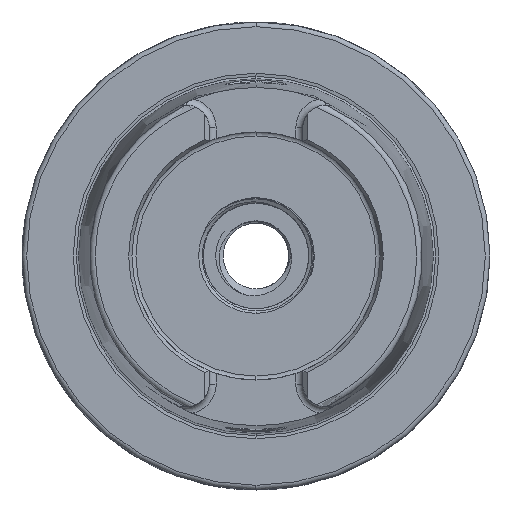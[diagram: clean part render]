
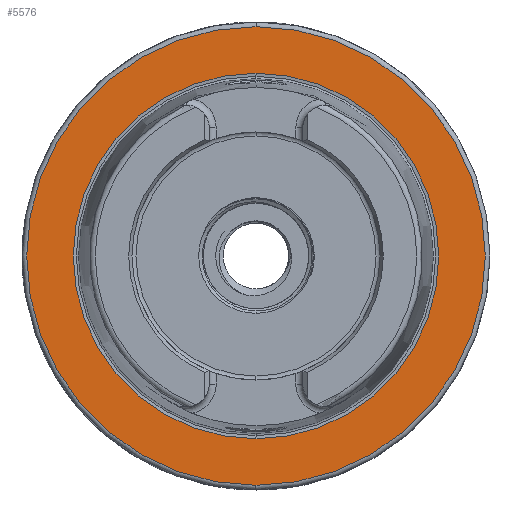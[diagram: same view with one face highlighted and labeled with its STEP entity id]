
A CAD part, left-side view. The second image highlights one B-rep face of the part: STEP entity #5576.
In plain terms, the highlighted planar face has unit normal (-1, 0, 0).
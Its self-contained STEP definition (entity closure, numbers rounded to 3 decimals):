
#40 = EDGE_CURVE ( 'NONE', #21441, #21446, #28054, .T. ) ;
#122 = EDGE_CURVE ( 'NONE', #21448, #21429, #28088, .T. ) ;
#1509 = PLANE ( 'NONE',  #22819 ) ;
#1510 = CARTESIAN_POINT ( 'NONE',  ( 0., 39.054, 0. ) ) ;
#1511 = DIRECTION ( 'NONE',  ( -1., 0., 0. ) ) ;
#1512 = DIRECTION ( 'NONE',  ( 0., 0., 1. ) ) ;
#2852 = FACE_BOUND ( 'NONE', #21337, .T. ) ;
#5576 = ADVANCED_FACE ( 'NONE', ( #22812, #2852 ), #1509, .T. ) ;
#5788 = AXIS2_PLACEMENT_3D ( 'NONE', #19119, #19120, #19121 ) ;
#5790 = AXIS2_PLACEMENT_3D ( 'NONE', #19122, #19129, #19130 ) ;
#6224 = CARTESIAN_POINT ( 'NONE',  ( 0., 0., 0. ) ) ;
#6228 = DIRECTION ( 'NONE',  ( -1., 0., 0. ) ) ;
#6229 = DIRECTION ( 'NONE',  ( 0., 0., 1. ) ) ;
#6879 = CARTESIAN_POINT ( 'NONE',  ( 0., 0., -49. ) ) ;
#6891 = CARTESIAN_POINT ( 'NONE',  ( 0., 0., 39.054 ) ) ;
#6896 = CARTESIAN_POINT ( 'NONE',  ( 0., 0., -39.054 ) ) ;
#6898 = CARTESIAN_POINT ( 'NONE',  ( 0., 0., 49. ) ) ;
#9224 = EDGE_CURVE ( 'NONE', #21429, #21448, #28227, .T. ) ;
#9227 = EDGE_CURVE ( 'NONE', #21446, #21441, #28228, .T. ) ;
#19119 = CARTESIAN_POINT ( 'NONE',  ( 0., 0., 0. ) ) ;
#19120 = DIRECTION ( 'NONE',  ( -1., 0., 0. ) ) ;
#19121 = DIRECTION ( 'NONE',  ( 0., 0., 1. ) ) ;
#19122 = CARTESIAN_POINT ( 'NONE',  ( 0., 0., 0. ) ) ;
#19129 = DIRECTION ( 'NONE',  ( 1., 0., 0. ) ) ;
#19130 = DIRECTION ( 'NONE',  ( 0., 0., -1. ) ) ;
#20869 = CARTESIAN_POINT ( 'NONE',  ( 0., 0., 0. ) ) ;
#20871 = DIRECTION ( 'NONE',  ( 1., 0., 0. ) ) ;
#20873 = DIRECTION ( 'NONE',  ( 0., 0., -1. ) ) ;
#21337 = EDGE_LOOP ( 'NONE', ( #29702, #29717 ) ) ;
#21338 = EDGE_LOOP ( 'NONE', ( #29718, #29712 ) ) ;
#21429 = VERTEX_POINT ( 'NONE', #6879 ) ;
#21441 = VERTEX_POINT ( 'NONE', #6891 ) ;
#21446 = VERTEX_POINT ( 'NONE', #6896 ) ;
#21448 = VERTEX_POINT ( 'NONE', #6898 ) ;
#22812 = FACE_OUTER_BOUND ( 'NONE', #21338, .T. ) ;
#22819 = AXIS2_PLACEMENT_3D ( 'NONE', #1510, #1511, #1512 ) ;
#23470 = AXIS2_PLACEMENT_3D ( 'NONE', #20869, #20871, #20873 ) ;
#28054 = CIRCLE ( 'NONE', #23470, 39.054 ) ;
#28088 = CIRCLE ( 'NONE', #29335, 49. ) ;
#28227 = CIRCLE ( 'NONE', #5788, 49. ) ;
#28228 = CIRCLE ( 'NONE', #5790, 39.054 ) ;
#29335 = AXIS2_PLACEMENT_3D ( 'NONE', #6224, #6228, #6229 ) ;
#29702 = ORIENTED_EDGE ( 'NONE', *, *, #40, .T. ) ;
#29712 = ORIENTED_EDGE ( 'NONE', *, *, #9224, .T. ) ;
#29717 = ORIENTED_EDGE ( 'NONE', *, *, #9227, .T. ) ;
#29718 = ORIENTED_EDGE ( 'NONE', *, *, #122, .T. ) ;
